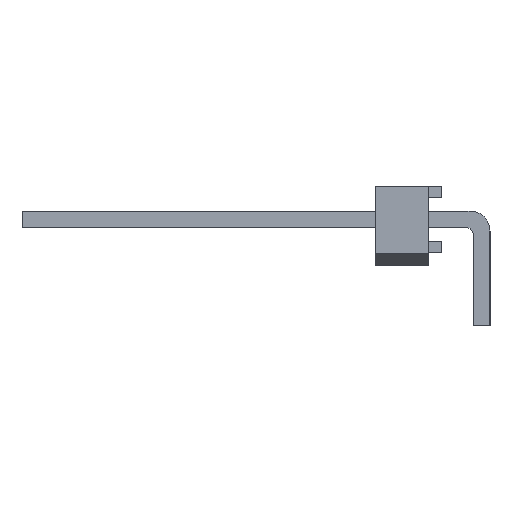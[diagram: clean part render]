
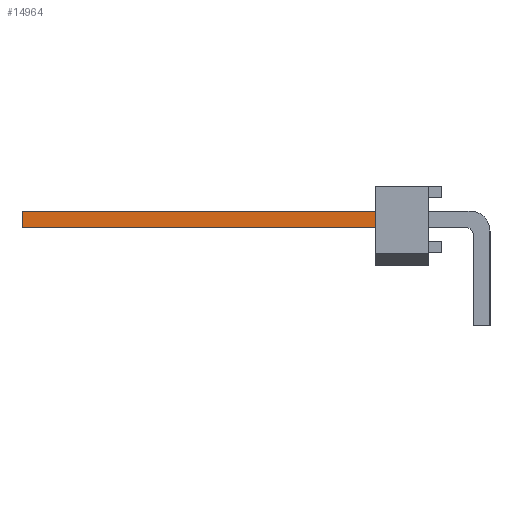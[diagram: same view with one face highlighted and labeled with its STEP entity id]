
A CAD part, left-side view. The second image highlights one B-rep face of the part: STEP entity #14964.
In plain terms, the highlighted face is planar.
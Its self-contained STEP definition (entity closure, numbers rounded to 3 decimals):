
#14319 = VERTEX_POINT('',#14320);
#14320 = CARTESIAN_POINT('',(11.748,17.526,-0.318));
#14326 = EDGE_CURVE('',#14327,#14319,#14329,.T.);
#14327 = VERTEX_POINT('',#14328);
#14328 = CARTESIAN_POINT('',(11.748,2.921,-0.318));
#14329 = LINE('',#14330,#14331);
#14330 = CARTESIAN_POINT('',(11.748,0.445,-0.318));
#14331 = VECTOR('',#14332,1.);
#14332 = DIRECTION('',(0.,1.,0.));
#14719 = VERTEX_POINT('',#14720);
#14720 = CARTESIAN_POINT('',(11.748,2.921,0.318));
#14726 = EDGE_CURVE('',#14727,#14719,#14729,.T.);
#14727 = VERTEX_POINT('',#14728);
#14728 = CARTESIAN_POINT('',(11.748,17.526,0.318));
#14729 = LINE('',#14730,#14731);
#14730 = CARTESIAN_POINT('',(11.748,17.526,0.318));
#14731 = VECTOR('',#14732,1.);
#14732 = DIRECTION('',(0.,-1.,0.));
#14953 = EDGE_CURVE('',#14319,#14727,#14954,.T.);
#14954 = LINE('',#14955,#14956);
#14955 = CARTESIAN_POINT('',(11.748,17.526,-0.318));
#14956 = VECTOR('',#14957,1.);
#14957 = DIRECTION('',(0.,0.,1.));
#14964 = ADVANCED_FACE('',(#14965),#14976,.T.);
#14965 = FACE_BOUND('',#14966,.T.);
#14966 = EDGE_LOOP('',(#14967,#14968,#14974,#14975));
#14967 = ORIENTED_EDGE('',*,*,#14726,.T.);
#14968 = ORIENTED_EDGE('',*,*,#14969,.T.);
#14969 = EDGE_CURVE('',#14719,#14327,#14970,.T.);
#14970 = LINE('',#14971,#14972);
#14971 = CARTESIAN_POINT('',(11.748,2.921,0.445));
#14972 = VECTOR('',#14973,1.);
#14973 = DIRECTION('',(0.,0.,-1.));
#14974 = ORIENTED_EDGE('',*,*,#14326,.T.);
#14975 = ORIENTED_EDGE('',*,*,#14953,.T.);
#14976 = PLANE('',#14977);
#14977 = AXIS2_PLACEMENT_3D('',#14978,#14979,#14980);
#14978 = CARTESIAN_POINT('',(11.748,0.445,0.445));
#14979 = DIRECTION('',(1.,0.,0.));
#14980 = DIRECTION('',(0.,0.,-1.));
